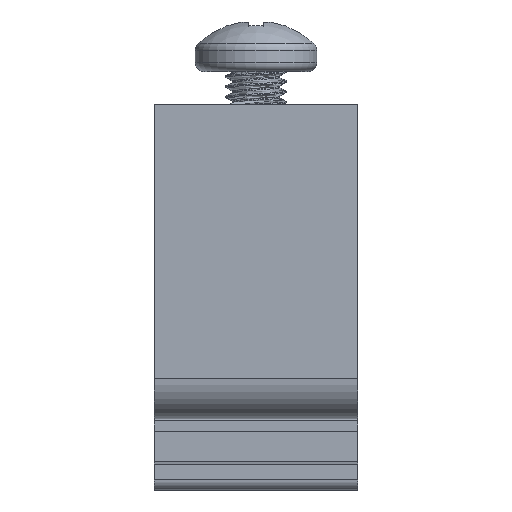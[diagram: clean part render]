
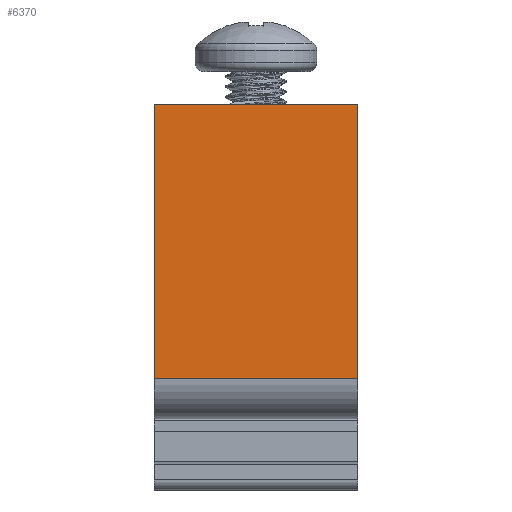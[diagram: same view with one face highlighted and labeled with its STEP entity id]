
A CAD part, front view. The second image highlights one B-rep face of the part: STEP entity #6370.
In plain terms, the highlighted planar face has unit normal (0, -1, 0).
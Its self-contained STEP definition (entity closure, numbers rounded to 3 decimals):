
#6323 = EDGE_CURVE('',#6324,#6326,#6328,.T.);
#6324 = VERTEX_POINT('',#6325);
#6325 = CARTESIAN_POINT('',(-5.004,-21.244,
    -1.62));
#6326 = VERTEX_POINT('',#6327);
#6327 = CARTESIAN_POINT('',(4.996,-21.244,
    -1.62));
#6328 = LINE('',#6329,#6330);
#6329 = CARTESIAN_POINT('',(4.996,-21.244,
    -1.62));
#6330 = VECTOR('',#6331,1.);
#6331 = DIRECTION('',(1.,0.,0.));
#6370 = ADVANCED_FACE('',(#6371),#6396,.T.);
#6371 = FACE_BOUND('',#6372,.T.);
#6372 = EDGE_LOOP('',(#6373,#6374,#6382,#6390));
#6373 = ORIENTED_EDGE('',*,*,#6323,.F.);
#6374 = ORIENTED_EDGE('',*,*,#6375,.T.);
#6375 = EDGE_CURVE('',#6324,#6376,#6378,.T.);
#6376 = VERTEX_POINT('',#6377);
#6377 = CARTESIAN_POINT('',(-5.004,-21.244,
    -15.12));
#6378 = LINE('',#6379,#6380);
#6379 = CARTESIAN_POINT('',(-5.004,-21.244,
    -14.32));
#6380 = VECTOR('',#6381,1.);
#6381 = DIRECTION('',(0.,0.,-1.));
#6382 = ORIENTED_EDGE('',*,*,#6383,.F.);
#6383 = EDGE_CURVE('',#6384,#6376,#6386,.T.);
#6384 = VERTEX_POINT('',#6385);
#6385 = CARTESIAN_POINT('',(4.996,-21.244,
    -15.12));
#6386 = LINE('',#6387,#6388);
#6387 = CARTESIAN_POINT('',(4.996,-21.244,
    -15.12));
#6388 = VECTOR('',#6389,1.);
#6389 = DIRECTION('',(-1.,0.,0.));
#6390 = ORIENTED_EDGE('',*,*,#6391,.T.);
#6391 = EDGE_CURVE('',#6384,#6326,#6392,.T.);
#6392 = LINE('',#6393,#6394);
#6393 = CARTESIAN_POINT('',(4.996,-21.244,
    -14.32));
#6394 = VECTOR('',#6395,1.);
#6395 = DIRECTION('',(0.,0.,1.));
#6396 = PLANE('',#6397);
#6397 = AXIS2_PLACEMENT_3D('',#6398,#6399,#6400);
#6398 = CARTESIAN_POINT('',(-0.754,-21.244,
    -2.295));
#6399 = DIRECTION('',(0.,-1.,0.));
#6400 = DIRECTION('',(0.,0.,-1.));
